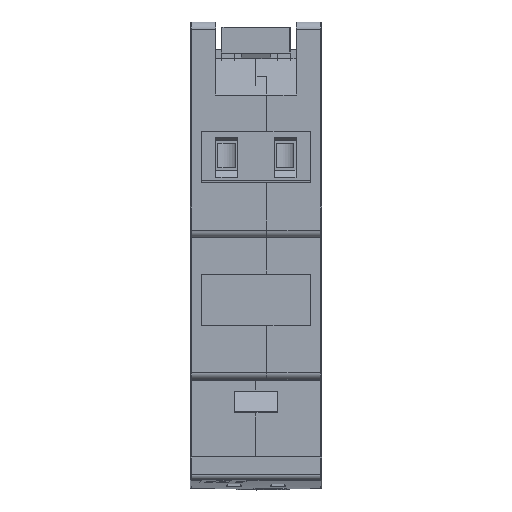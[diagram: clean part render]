
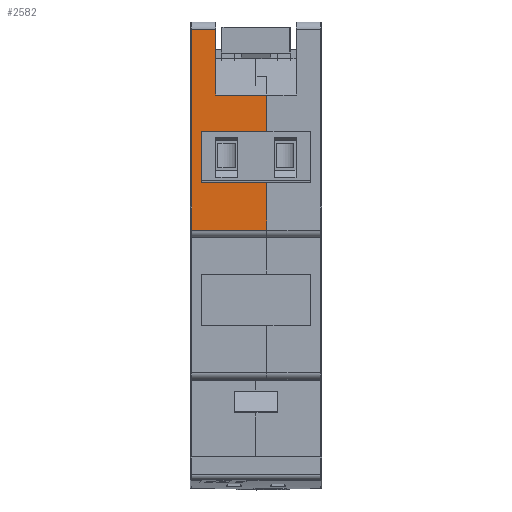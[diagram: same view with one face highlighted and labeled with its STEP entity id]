
A CAD part, top view. The second image highlights one B-rep face of the part: STEP entity #2582.
In plain terms, the highlighted planar face has unit normal (0, 0, 1).
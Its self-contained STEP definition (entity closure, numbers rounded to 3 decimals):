
#2582=ADVANCED_FACE('',(#4694),#4696,.T.);
#4694=FACE_BOUND('',#4695,.T.);
#4695=EDGE_LOOP('',(#10030,#10031,#10032,#10033,#10034,#10035,#10036,#10037,#10038,
#10039));
#4696=PLANE('',#4697);
#4697=AXIS2_PLACEMENT_3D('',#4698,#4699,#4700);
#4698=CARTESIAN_POINT('',(0.,28.75,44.75));
#4699=DIRECTION('',(0.,0.,1.));
#4700=DIRECTION('',(0.,-1.,0.));
#10030=ORIENTED_EDGE('',*,*,#13483,.T.);
#10031=ORIENTED_EDGE('',*,*,#13484,.T.);
#10032=ORIENTED_EDGE('',*,*,#13485,.F.);
#10033=ORIENTED_EDGE('',*,*,#13486,.T.);
#10034=ORIENTED_EDGE('',*,*,#13487,.T.);
#10035=ORIENTED_EDGE('',*,*,#13488,.T.);
#10036=ORIENTED_EDGE('',*,*,#13489,.F.);
#10037=ORIENTED_EDGE('',*,*,#13397,.T.);
#10038=ORIENTED_EDGE('',*,*,#13363,.T.);
#10039=ORIENTED_EDGE('',*,*,#13482,.F.);
#13363=EDGE_CURVE('',#15613,#15611,#15614,.T.);
#13397=EDGE_CURVE('',#15678,#15613,#15679,.F.);
#13482=EDGE_CURVE('',#15822,#15611,#15824,.T.);
#13483=EDGE_CURVE('',#15822,#15825,#15826,.T.);
#13484=EDGE_CURVE('',#15825,#15827,#15828,.T.);
#13485=EDGE_CURVE('',#15829,#15827,#15830,.T.);
#13486=EDGE_CURVE('',#15829,#15831,#15832,.F.);
#13487=EDGE_CURVE('',#15831,#15833,#15834,.T.);
#13488=EDGE_CURVE('',#15833,#15835,#15836,.F.);
#13489=EDGE_CURVE('',#15678,#15835,#15837,.T.);
#15611=VERTEX_POINT('',#19739);
#15613=VERTEX_POINT('',#19744);
#15614=LINE('',#19745,#19746);
#15678=VERTEX_POINT('',#19884);
#15679=LINE('',#19885,#19886);
#15822=VERTEX_POINT('',#20196);
#15824=LINE('',#20201,#20202);
#15825=VERTEX_POINT('',#20204);
#15826=LINE('',#20205,#20206);
#15827=VERTEX_POINT('',#20208);
#15828=LINE('',#20209,#20210);
#15829=VERTEX_POINT('',#20212);
#15830=LINE('',#20213,#20214);
#15831=VERTEX_POINT('',#20216);
#15832=LINE('',#20217,#20218);
#15833=VERTEX_POINT('',#20220);
#15834=LINE('',#20221,#20222);
#15835=VERTEX_POINT('',#20224);
#15836=LINE('',#20225,#20226);
#15837=LINE('',#20228,#20229);
#19739=CARTESIAN_POINT('',(3.5,28.75,44.75));
#19744=CARTESIAN_POINT('',(3.5,19.75,44.75));
#19745=CARTESIAN_POINT('',(3.5,19.75,44.75));
#19746=VECTOR('',#19747,1.);
#19747=DIRECTION('',(0.,1.,0.));
#19884=CARTESIAN_POINT('',(10.5,19.75,44.75));
#19885=CARTESIAN_POINT('',(3.5,19.75,44.75));
#19886=VECTOR('',#19887,1.);
#19887=DIRECTION('',(1.,0.,0.));
#20196=CARTESIAN_POINT('',(0.2,28.75,44.75));
#20201=CARTESIAN_POINT('',(0.2,28.75,44.75));
#20202=VECTOR('',#20203,1.);
#20203=DIRECTION('',(1.,0.,0.));
#20204=CARTESIAN_POINT('',(0.2,1.25,44.75));
#20205=CARTESIAN_POINT('',(0.2,28.75,44.75));
#20206=VECTOR('',#20207,1.);
#20207=DIRECTION('',(0.,-1.,0.));
#20208=CARTESIAN_POINT('',(10.5,1.25,44.75));
#20209=CARTESIAN_POINT('',(0.2,1.25,44.75));
#20210=VECTOR('',#20211,1.);
#20211=DIRECTION('',(1.,0.,0.));
#20212=CARTESIAN_POINT('',(10.5,7.75,44.75));
#20213=CARTESIAN_POINT('',(10.5,7.75,44.75));
#20214=VECTOR('',#20215,1.);
#20215=DIRECTION('',(0.,-1.,0.));
#20216=CARTESIAN_POINT('',(1.5,7.75,44.75));
#20217=CARTESIAN_POINT('',(1.5,7.75,44.75));
#20218=VECTOR('',#20219,1.);
#20219=DIRECTION('',(1.,0.,0.));
#20220=CARTESIAN_POINT('',(1.5,14.75,44.75));
#20221=CARTESIAN_POINT('',(1.5,7.75,44.75));
#20222=VECTOR('',#20223,1.);
#20223=DIRECTION('',(0.,1.,0.));
#20224=CARTESIAN_POINT('',(10.5,14.75,44.75));
#20225=CARTESIAN_POINT('',(10.5,14.75,44.75));
#20226=VECTOR('',#20227,1.);
#20227=DIRECTION('',(-1.,0.,0.));
#20228=CARTESIAN_POINT('',(10.5,19.75,44.75));
#20229=VECTOR('',#20230,1.);
#20230=DIRECTION('',(0.,-1.,0.));
